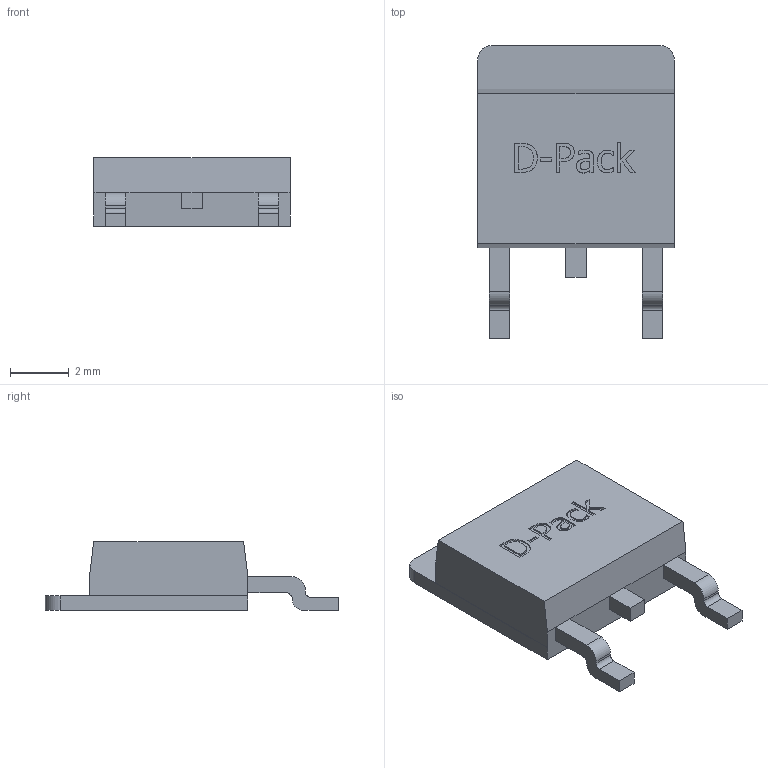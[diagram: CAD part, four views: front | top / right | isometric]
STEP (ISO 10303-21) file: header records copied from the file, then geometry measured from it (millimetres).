
FILE_DESCRIPTION((''),'2;1');
FILE_NAME('D-PACK.stp','2013-07-31T08:38:05',('Zooley'),(''),'Autodesk Inventor 2011','Autodesk Inventor 2011','');
FILE_SCHEMA(('AUTOMOTIVE_DESIGN { 1 0 10303 214 1 1 1 1 }'));
Length unit declared in the file: millimetre
Products named in the file (1): D-PACK
Bounding box: 6.7 x 9.99 x 2.35 mm (x, y, z)
Volume: 91.4 mm3; surface area: 168.5 mm2
Topology: 1 solids, 1 shells, 137 faces, 372 edges, 246 vertices
Faces by surface type: plane 83, bspline 44, cylinder 10
Entity records: 4551 total; most frequent: CARTESIAN_POINT 1328, ORIENTED_EDGE 744, DIRECTION 492, EDGE_CURVE 372, VECTOR 264, LINE 264, VERTEX_POINT 246, EDGE_LOOP 146
